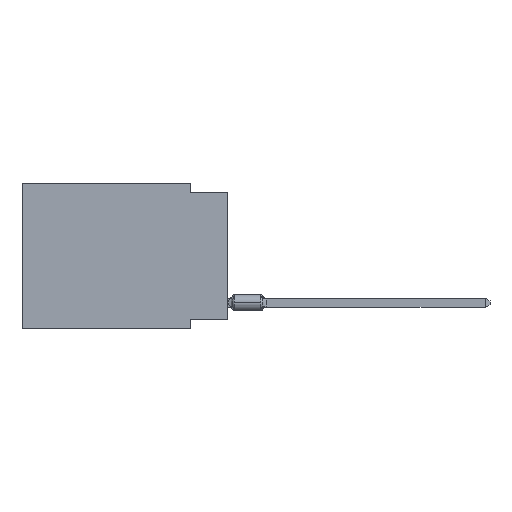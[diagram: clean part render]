
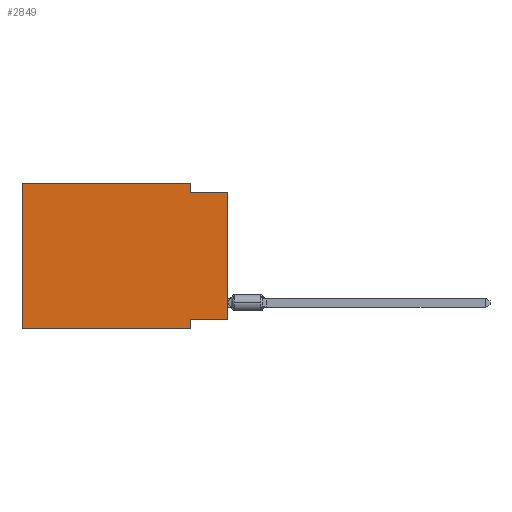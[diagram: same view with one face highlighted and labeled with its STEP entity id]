
A CAD part, left-side view. The second image highlights one B-rep face of the part: STEP entity #2849.
In plain terms, the highlighted planar face has unit normal (-1, 0, 0).
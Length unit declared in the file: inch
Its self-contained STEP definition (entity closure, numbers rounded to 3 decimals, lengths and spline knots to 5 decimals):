
#400 = CARTESIAN_POINT ( 'NONE',  ( 0., 0.1, 0. ) ) ;
#1598 = LINE ( 'NONE', #15432, #14416 ) ;
#1603 = CARTESIAN_POINT ( 'NONE',  ( 0., 0.55, 0. ) ) ;
#1979 = EDGE_CURVE ( 'NONE', #5187, #9597, #2906, .T. ) ;
#2173 = VERTEX_POINT ( 'NONE', #6255 ) ;
#2849 = ADVANCED_FACE ( 'NONE', ( #12661 ), #12322, .F. ) ;
#2906 = LINE ( 'NONE', #6536, #19730 ) ;
#3848 = CARTESIAN_POINT ( 'NONE',  ( 0., 0., -0.025 ) ) ;
#3906 = VECTOR ( 'NONE', #5579, 39.37008 ) ;
#5018 = CARTESIAN_POINT ( 'NONE',  ( 0., 0.55, -0.39 ) ) ;
#5187 = VERTEX_POINT ( 'NONE', #14420 ) ;
#5316 = VECTOR ( 'NONE', #8280, 39.37008 ) ;
#5320 = ORIENTED_EDGE ( 'NONE', *, *, #13471, .F. ) ;
#5579 = DIRECTION ( 'NONE',  ( 0., -1., 0. ) ) ;
#5588 = ORIENTED_EDGE ( 'NONE', *, *, #22133, .F. ) ;
#5652 = DIRECTION ( 'NONE',  ( 1., 0., 0. ) ) ;
#5988 = VECTOR ( 'NONE', #7802, 39.37008 ) ;
#6255 = CARTESIAN_POINT ( 'NONE',  ( 0., 0.1, -0.39 ) ) ;
#6536 = CARTESIAN_POINT ( 'NONE',  ( 0., 0., 0. ) ) ;
#6638 = ORIENTED_EDGE ( 'NONE', *, *, #19086, .T. ) ;
#6843 = VECTOR ( 'NONE', #22205, 39.37008 ) ;
#6930 = LINE ( 'NONE', #1603, #6843 ) ;
#7340 = CARTESIAN_POINT ( 'NONE',  ( 0., 0.55, 0. ) ) ;
#7594 = ORIENTED_EDGE ( 'NONE', *, *, #20861, .F. ) ;
#7802 = DIRECTION ( 'NONE',  ( 0., 1., 0. ) ) ;
#8280 = DIRECTION ( 'NONE',  ( 0., -1., 0. ) ) ;
#8516 = DIRECTION ( 'NONE',  ( 0., 0., -1. ) ) ;
#9597 = VERTEX_POINT ( 'NONE', #3848 ) ;
#10262 = LINE ( 'NONE', #17166, #21114 ) ;
#10483 = VERTEX_POINT ( 'NONE', #21212 ) ;
#10493 = EDGE_LOOP ( 'NONE', ( #16850, #20503, #19386, #15767, #5588, #6638, #7594, #5320 ) ) ;
#10869 = AXIS2_PLACEMENT_3D ( 'NONE', #7340, #5652, #12431 ) ;
#11187 = LINE ( 'NONE', #17774, #5988 ) ;
#11612 = EDGE_CURVE ( 'NONE', #13835, #10483, #10262, .T. ) ;
#11624 = DIRECTION ( 'NONE',  ( 0., 0., 1. ) ) ;
#12322 = PLANE ( 'NONE',  #10869 ) ;
#12367 = LINE ( 'NONE', #21077, #3906 ) ;
#12431 = DIRECTION ( 'NONE',  ( 0., 0., -1. ) ) ;
#12661 = FACE_OUTER_BOUND ( 'NONE', #10493, .T. ) ;
#13471 = EDGE_CURVE ( 'NONE', #5187, #20353, #11187, .T. ) ;
#13768 = DIRECTION ( 'NONE',  ( 0., 0., -1. ) ) ;
#13835 = VERTEX_POINT ( 'NONE', #400 ) ;
#14099 = CARTESIAN_POINT ( 'NONE',  ( 0., 0.55, 0. ) ) ;
#14416 = VECTOR ( 'NONE', #8516, 39.37008 ) ;
#14420 = CARTESIAN_POINT ( 'NONE',  ( 0., 0., -0.365 ) ) ;
#14749 = VECTOR ( 'NONE', #21193, 39.37008 ) ;
#15421 = LINE ( 'NONE', #20397, #5316 ) ;
#15432 = CARTESIAN_POINT ( 'NONE',  ( 0., 0.1, -0.39 ) ) ;
#15564 = VERTEX_POINT ( 'NONE', #14099 ) ;
#15767 = ORIENTED_EDGE ( 'NONE', *, *, #16023, .F. ) ;
#15930 = EDGE_CURVE ( 'NONE', #10483, #9597, #17476, .T. ) ;
#16023 = EDGE_CURVE ( 'NONE', #15564, #13835, #12367, .T. ) ;
#16850 = ORIENTED_EDGE ( 'NONE', *, *, #1979, .T. ) ;
#17166 = CARTESIAN_POINT ( 'NONE',  ( 0., 0.1, 0. ) ) ;
#17476 = LINE ( 'NONE', #19272, #14749 ) ;
#17774 = CARTESIAN_POINT ( 'NONE',  ( 0., 0., -0.365 ) ) ;
#19086 = EDGE_CURVE ( 'NONE', #22203, #2173, #15421, .T. ) ;
#19272 = CARTESIAN_POINT ( 'NONE',  ( 0., 0., -0.025 ) ) ;
#19386 = ORIENTED_EDGE ( 'NONE', *, *, #11612, .F. ) ;
#19730 = VECTOR ( 'NONE', #11624, 39.37008 ) ;
#20218 = CARTESIAN_POINT ( 'NONE',  ( 0., 0.1, -0.365 ) ) ;
#20353 = VERTEX_POINT ( 'NONE', #20218 ) ;
#20397 = CARTESIAN_POINT ( 'NONE',  ( 0., 0.55, -0.39 ) ) ;
#20503 = ORIENTED_EDGE ( 'NONE', *, *, #15930, .F. ) ;
#20861 = EDGE_CURVE ( 'NONE', #20353, #2173, #1598, .T. ) ;
#21077 = CARTESIAN_POINT ( 'NONE',  ( 0., 0.55, 0. ) ) ;
#21114 = VECTOR ( 'NONE', #13768, 39.37008 ) ;
#21193 = DIRECTION ( 'NONE',  ( 0., -1., 0. ) ) ;
#21212 = CARTESIAN_POINT ( 'NONE',  ( 0., 0.1, -0.025 ) ) ;
#22133 = EDGE_CURVE ( 'NONE', #22203, #15564, #6930, .T. ) ;
#22203 = VERTEX_POINT ( 'NONE', #5018 ) ;
#22205 = DIRECTION ( 'NONE',  ( 0., 0., 1. ) ) ;
